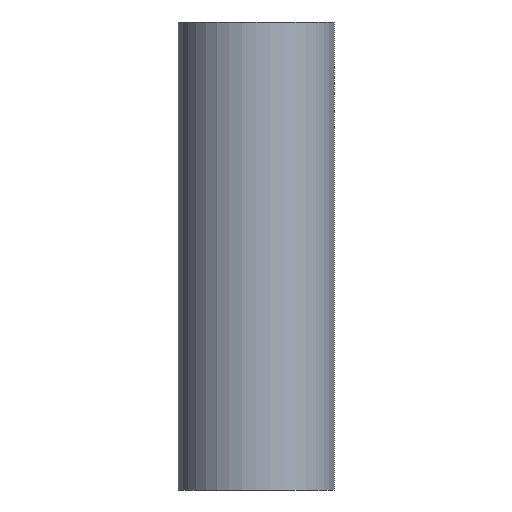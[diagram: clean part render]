
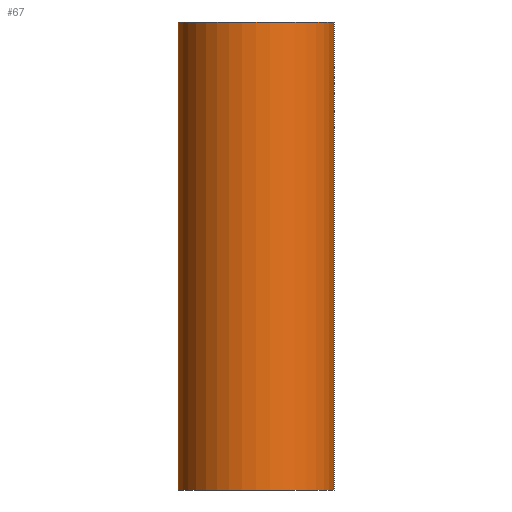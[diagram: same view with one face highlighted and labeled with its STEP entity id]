
A CAD part, front view. The second image highlights one B-rep face of the part: STEP entity #67.
In plain terms, the highlighted cylindrical face has radius 10 mm (diameter 20 mm), a partial arc.
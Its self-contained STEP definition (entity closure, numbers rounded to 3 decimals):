
#4 = VECTOR ( 'NONE', #265, 1000. ) ;
#6 = EDGE_CURVE ( 'NONE', #193, #299, #29, .T. ) ;
#17 = CARTESIAN_POINT ( 'NONE',  ( 10., 0., 30. ) ) ;
#29 = CIRCLE ( 'NONE', #419, 10. ) ;
#40 = VECTOR ( 'NONE', #104, 1000. ) ;
#42 = LINE ( 'NONE', #120, #298 ) ;
#49 = ORIENTED_EDGE ( 'NONE', *, *, #84, .T. ) ;
#53 = CARTESIAN_POINT ( 'NONE',  ( 10., 0., -10. ) ) ;
#55 = DIRECTION ( 'NONE',  ( 0., 0., -1. ) ) ;
#58 = ORIENTED_EDGE ( 'NONE', *, *, #70, .F. ) ;
#64 = LINE ( 'NONE', #156, #155 ) ;
#67 = ADVANCED_FACE ( 'NONE', ( #372 ), #343, .T. ) ;
#70 = EDGE_CURVE ( 'NONE', #198, #239, #375, .T. ) ;
#72 = CARTESIAN_POINT ( 'NONE',  ( 10., 0., -30. ) ) ;
#84 = EDGE_CURVE ( 'NONE', #193, #272, #64, .T. ) ;
#85 = CARTESIAN_POINT ( 'NONE',  ( 10., 0., -10. ) ) ;
#89 = VERTEX_POINT ( 'NONE', #72 ) ;
#104 = DIRECTION ( 'NONE',  ( 0., 0., -1. ) ) ;
#108 = VECTOR ( 'NONE', #55, 1000. ) ;
#120 = CARTESIAN_POINT ( 'NONE',  ( -10., 0., -10. ) ) ;
#121 = EDGE_CURVE ( 'NONE', #239, #89, #324, .T. ) ;
#142 = CARTESIAN_POINT ( 'NONE',  ( -10., 0., 10. ) ) ;
#155 = VECTOR ( 'NONE', #255, 1000. ) ;
#156 = CARTESIAN_POINT ( 'NONE',  ( -10., 0., 30. ) ) ;
#163 = DIRECTION ( 'NONE',  ( 0., 0., 1. ) ) ;
#174 = LINE ( 'NONE', #308, #40 ) ;
#178 = EDGE_CURVE ( 'NONE', #248, #89, #188, .T. ) ;
#188 = CIRCLE ( 'NONE', #243, 10. ) ;
#193 = VERTEX_POINT ( 'NONE', #291 ) ;
#198 = VERTEX_POINT ( 'NONE', #297 ) ;
#200 = VERTEX_POINT ( 'NONE', #418 ) ;
#202 = ORIENTED_EDGE ( 'NONE', *, *, #6, .F. ) ;
#209 = CARTESIAN_POINT ( 'NONE',  ( 0., 0., 30. ) ) ;
#213 = EDGE_CURVE ( 'NONE', #200, #272, #42, .T. ) ;
#239 = VERTEX_POINT ( 'NONE', #53 ) ;
#243 = AXIS2_PLACEMENT_3D ( 'NONE', #382, #287, #355 ) ;
#245 = DIRECTION ( 'NONE',  ( -1., 0., 0. ) ) ;
#248 = VERTEX_POINT ( 'NONE', #335 ) ;
#255 = DIRECTION ( 'NONE',  ( 0., 0., -1. ) ) ;
#265 = DIRECTION ( 'NONE',  ( 0., 0., -1. ) ) ;
#272 = VERTEX_POINT ( 'NONE', #142 ) ;
#282 = DIRECTION ( 'NONE',  ( 1., 0., 0. ) ) ;
#284 = CARTESIAN_POINT ( 'NONE',  ( 0., 0., 30. ) ) ;
#287 = DIRECTION ( 'NONE',  ( 0., 0., 1. ) ) ;
#291 = CARTESIAN_POINT ( 'NONE',  ( -10., 0., 30. ) ) ;
#297 = CARTESIAN_POINT ( 'NONE',  ( 10., 0., 10. ) ) ;
#298 = VECTOR ( 'NONE', #163, 1000. ) ;
#299 = VERTEX_POINT ( 'NONE', #17 ) ;
#303 = EDGE_LOOP ( 'NONE', ( #316, #202, #49, #408, #410, #357, #414, #58 ) ) ;
#304 = CARTESIAN_POINT ( 'NONE',  ( -10., 0., 30. ) ) ;
#308 = CARTESIAN_POINT ( 'NONE',  ( 10., 0., 30. ) ) ;
#313 = DIRECTION ( 'NONE',  ( 0., 0., 1. ) ) ;
#316 = ORIENTED_EDGE ( 'NONE', *, *, #349, .F. ) ;
#324 = LINE ( 'NONE', #358, #389 ) ;
#333 = EDGE_CURVE ( 'NONE', #200, #248, #406, .T. ) ;
#335 = CARTESIAN_POINT ( 'NONE',  ( -10., 0., -30. ) ) ;
#341 = DIRECTION ( 'NONE',  ( 0., 0., -1. ) ) ;
#343 = CYLINDRICAL_SURFACE ( 'NONE', #385, 10. ) ;
#349 = EDGE_CURVE ( 'NONE', #299, #198, #174, .T. ) ;
#355 = DIRECTION ( 'NONE',  ( 1., 0., 0. ) ) ;
#357 = ORIENTED_EDGE ( 'NONE', *, *, #178, .T. ) ;
#358 = CARTESIAN_POINT ( 'NONE',  ( 10., 0., 30. ) ) ;
#372 = FACE_OUTER_BOUND ( 'NONE', #303, .T. ) ;
#375 = LINE ( 'NONE', #85, #108 ) ;
#382 = CARTESIAN_POINT ( 'NONE',  ( 0., 0., -30. ) ) ;
#385 = AXIS2_PLACEMENT_3D ( 'NONE', #209, #341, #245 ) ;
#389 = VECTOR ( 'NONE', #396, 1000. ) ;
#396 = DIRECTION ( 'NONE',  ( 0., 0., -1. ) ) ;
#406 = LINE ( 'NONE', #304, #4 ) ;
#408 = ORIENTED_EDGE ( 'NONE', *, *, #213, .F. ) ;
#410 = ORIENTED_EDGE ( 'NONE', *, *, #333, .T. ) ;
#414 = ORIENTED_EDGE ( 'NONE', *, *, #121, .F. ) ;
#418 = CARTESIAN_POINT ( 'NONE',  ( -10., 0., -10. ) ) ;
#419 = AXIS2_PLACEMENT_3D ( 'NONE', #284, #313, #282 ) ;
